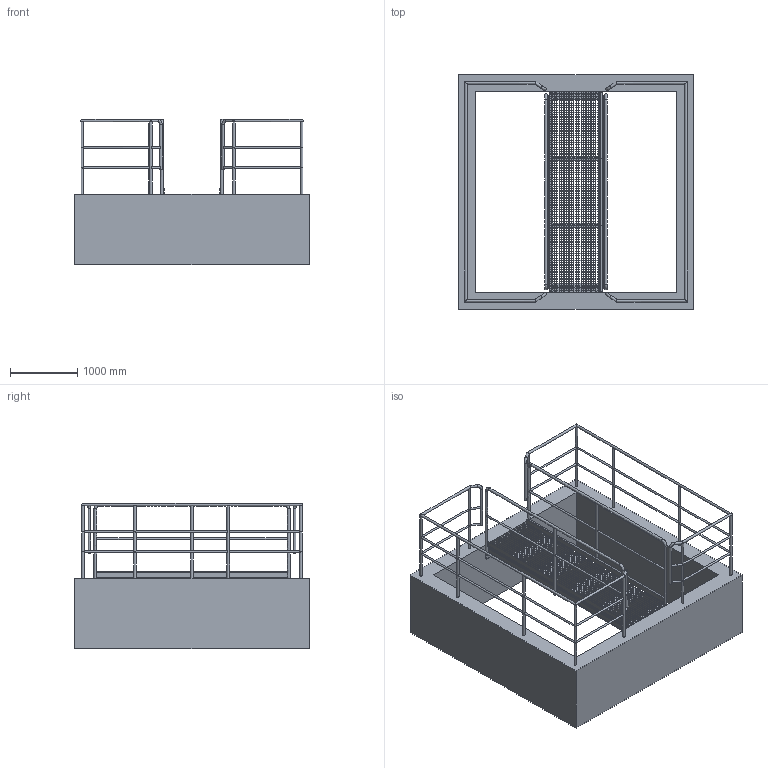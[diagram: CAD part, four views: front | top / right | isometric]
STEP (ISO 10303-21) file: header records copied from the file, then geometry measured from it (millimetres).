
FILE_DESCRIPTION(/* description */ ('Unknown'),/* implementation_level */ '2;1');
FILE_NAME(/* name */ 'Lávka',/* time_stamp */ '2022-09-07T07:45:45+02:00',/* author */ ('Unknown'),/* organization */ ('Unknown'),/* preprocessor_version */ 'ST-DEVELOPER v16.7',/* originating_system */ 'Solid Edge',/* authorisation */ 'Unknown');
FILE_SCHEMA (('AUTOMOTIVE_DESIGN {1 0 10303 214 3 1 1}'));
Products named in the file (13): Lávka- sestava; základ; Konzola - sestava; KONZOLA - plo 120x8_oa_0; KONZOLA - žebro; KONZOLA - plo 120x8_oa_1; Pororost; Section_DIN_1026_1_2000_100; zabradli s okopnikem; Section_DIN_1026_1_2000_100_1; Section_DIN_1028_1994_60x6_1; zabradli s okopnikem_zrc; koleno 38
Assembly tree (22 placements, depth 3):
  Lávka- sestava
    základ
    Konzola - sestava  x2
      KONZOLA - plo 120x8_oa_0
      KONZOLA - žebro
      KONZOLA - plo 120x8_oa_1
    Pororost  x3
    Section_DIN_1026_1_2000_100  x2
    zabradli s okopnikem
    Section_DIN_1026_1_2000_100_1  x2
    Section_DIN_1028_1994_60x6_1  x2
    zabradli s okopnikem_zrc
    koleno 38  x4
Bounding box: 3500 x 3500 x 2168.1 mm (x, y, z)
Volume: 3491039590.9 mm3; surface area: 52044241.4 mm2
Topology: 34 solids, 34 shells, 6236 faces, 24034 edges, 16014 vertices
Faces by surface type: plane 6076, cylinder 146, bspline 10, torus 4
Full cylindrical faces by diameter (mm): 14 x10, 28 x32, 38 x26, 42.4 x2
Entity records: 95029 total; most frequent: CARTESIAN_POINT 21858, ORIENTED_EDGE 16598, DIRECTION 12881, EDGE_CURVE 8299, LINE 7981, VECTOR 7981, VERTEX_POINT 5568, EDGE_LOOP 3085
